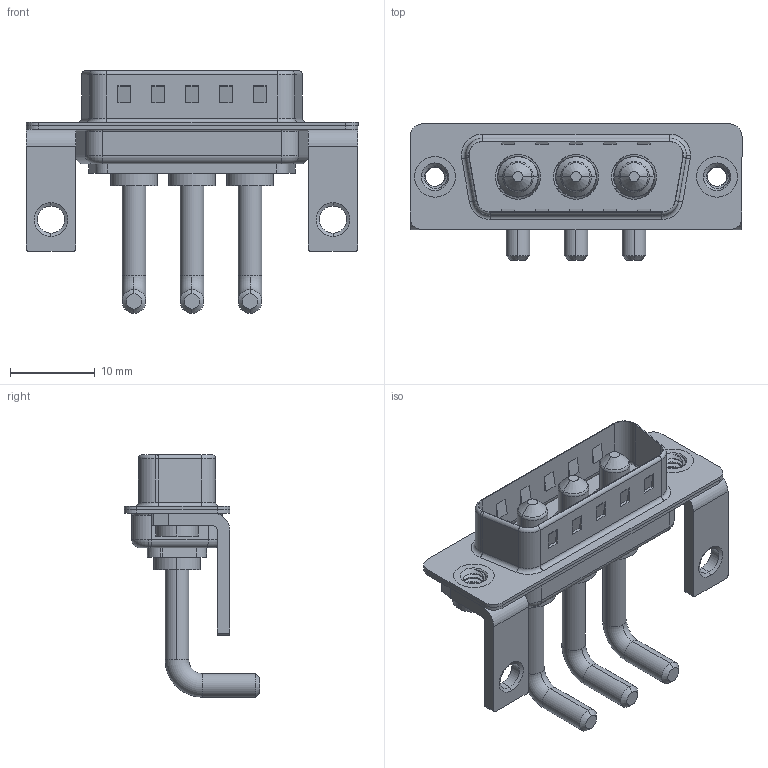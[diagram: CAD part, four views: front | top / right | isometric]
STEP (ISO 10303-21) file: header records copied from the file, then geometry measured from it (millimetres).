
FILE_DESCRIPTION (( 'STEP AP203' ), '1' );
FILE_NAME ('629-3W3-650-2NC.STEP', '2022-05-05T07:09:14', ( '' ), ( '' ), 'SwSTEP 2.0', 'SolidWorks 2020', '' );
FILE_SCHEMA (( 'CONFIG_CONTROL_DESIGN' ));
Length unit declared in the file: millimetre
Products named in the file (7): 629Combo Stabilizer Bracket; 629-3W3-650-2NC; Power Pin_Ext 20A RA; 629Combo Shell Rear_15 Contacts; 629Combo Housing_3W3; 629Combo Shell Front_15 Contacts; 629Combo Threaded Rivet_2
Assembly tree (10 placements, depth 2):
  629-3W3-650-2NC
    629Combo Housing_3W3
    629Combo Shell Rear_15 Contacts
    629Combo Shell Front_15 Contacts
    629Combo Threaded Rivet_2  x2
    629Combo Stabilizer Bracket  x2
    Power Pin_Ext 20A RA  x3
Bounding box: 39.2 x 16.05 x 28.63 mm (x, y, z)
Volume: 2695.3 mm3; surface area: 5819.8 mm2
Topology: 13 solids, 13 shells, 517 faces, 1261 edges, 790 vertices
Faces by surface type: cylinder 220, plane 189, torus 62, cone 37, bspline 9
Entity records: 13787 total; most frequent: CARTESIAN_POINT 3529, DIRECTION 2067, ORIENTED_EDGE 1908, EDGE_CURVE 954, AXIS2_PLACEMENT_3D 771, VERTEX_POINT 600, LINE 525, VECTOR 525
